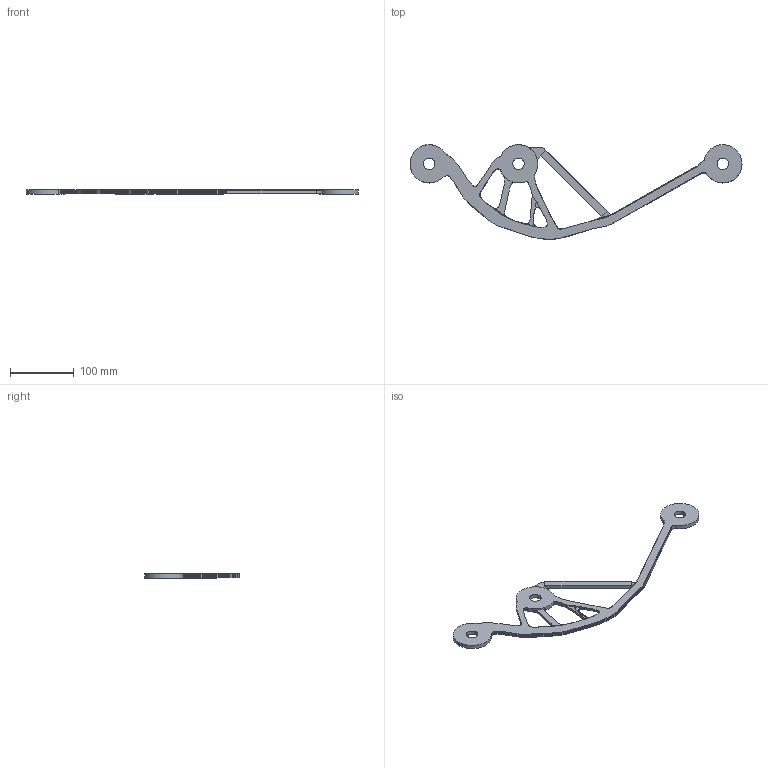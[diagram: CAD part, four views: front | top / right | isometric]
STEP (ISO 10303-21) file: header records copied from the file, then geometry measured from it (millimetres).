
FILE_DESCRIPTION(/* description */ (''),/* implementation_level */ '2;1');
FILE_NAME(/* name */ 'GenDes4.step',/* time_stamp */ '2024-02-12T22:31:13Z',/* author */ (''),/* organization */ (''),/* preprocessor_version */ 'ST-DEVELOPER v20',/* originating_system */ 'Autodesk Translation Framework v12.20.1.177',/* authorisation */ '');
FILE_SCHEMA (('AUTOMOTIVE_DESIGN { 1 0 10303 214 3 1 1 }'));
Length unit declared in the file: centimetre
Products named in the file (1): Outcome 1 - 40
Bounding box: 520 x 148.19 x 6.3 mm (x, y, z)
Volume: 113774.8 mm3; surface area: 52355.4 mm2
Topology: 1 solids, 1 shells, 115 faces, 356 edges, 238 vertices
Faces by surface type: bspline 52, plane 40, cylinder 23
Full cylindrical faces by diameter (mm): 18 x3, 60 x3
Entity records: 5108 total; most frequent: CARTESIAN_POINT 2191, ORIENTED_EDGE 712, DIRECTION 435, EDGE_CURVE 356, VERTEX_POINT 238, LINE 175, VECTOR 175, AXIS2_PLACEMENT_3D 130
